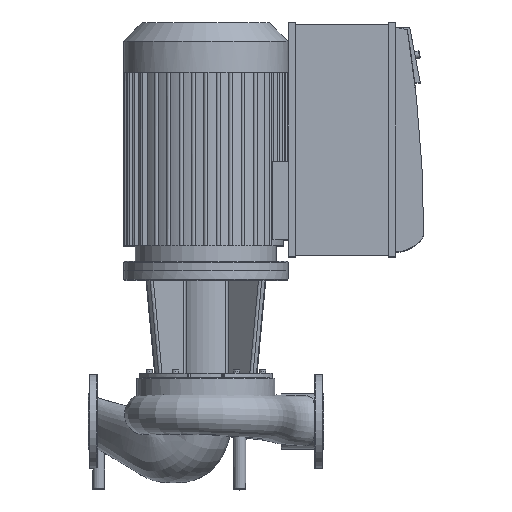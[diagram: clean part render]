
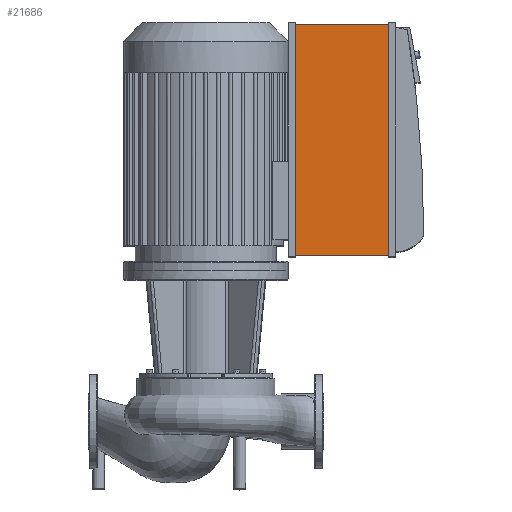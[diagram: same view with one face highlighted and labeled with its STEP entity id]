
A CAD part, top view. The second image highlights one B-rep face of the part: STEP entity #21686.
In plain terms, the highlighted planar face has unit normal (0, 0, 1).
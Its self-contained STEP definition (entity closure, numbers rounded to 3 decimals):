
#1227=PLANE($,#23867);
#3086=LINE($,#56388,#4956);
#3088=LINE($,#56392,#4958);
#3089=LINE($,#56394,#4959);
#3090=LINE($,#56395,#4960);
#4956=VECTOR($,#29980,198.);
#4958=VECTOR($,#29984,491.);
#4959=VECTOR($,#29985,198.);
#4960=VECTOR($,#29986,491.);
#6478=FACE_OUTER_BOUND($,#7986,.T.);
#7986=EDGE_LOOP($,(#20059,#20060,#20061,#20062));
#10960=VERTEX_POINT($,#56385);
#10961=VERTEX_POINT($,#56387);
#10962=VERTEX_POINT($,#56391);
#10963=VERTEX_POINT($,#56393);
#14000=EDGE_CURVE($,#10960,#10961,#3086,.T.);
#14002=EDGE_CURVE($,#10960,#10962,#3088,.T.);
#14003=EDGE_CURVE($,#10963,#10962,#3089,.T.);
#14004=EDGE_CURVE($,#10963,#10961,#3090,.T.);
#20059=ORIENTED_EDGE($,*,*,#14000,.F.);
#20060=ORIENTED_EDGE($,*,*,#14002,.T.);
#20061=ORIENTED_EDGE($,*,*,#14003,.F.);
#20062=ORIENTED_EDGE($,*,*,#14004,.T.);
#21686=ADVANCED_FACE($,(#6478),#1227,.T.);
#23867=AXIS2_PLACEMENT_3D($,#56390,#29982,#29983);
#29980=DIRECTION($,(-1.,0.,0.));
#29982=DIRECTION('center_axis',(0.,0.,1.));
#29983=DIRECTION('ref_axis',(1.,0.,0.));
#29984=DIRECTION($,(0.,1.,0.));
#29985=DIRECTION($,(1.,0.,0.));
#29986=DIRECTION($,(0.,-1.,0.));
#56385=CARTESIAN_POINT('',(638.,353.,382.));
#56387=CARTESIAN_POINT('',(440.,353.,382.));
#56388=CARTESIAN_POINT($,(588.5,353.,382.));
#56390=CARTESIAN_POINT('Origin',(539.,598.5,382.));
#56391=CARTESIAN_POINT('',(638.,844.,382.));
#56392=CARTESIAN_POINT($,(638.,353.,382.));
#56393=CARTESIAN_POINT('',(440.,844.,382.));
#56394=CARTESIAN_POINT($,(489.5,844.,382.));
#56395=CARTESIAN_POINT($,(440.,844.,382.));
